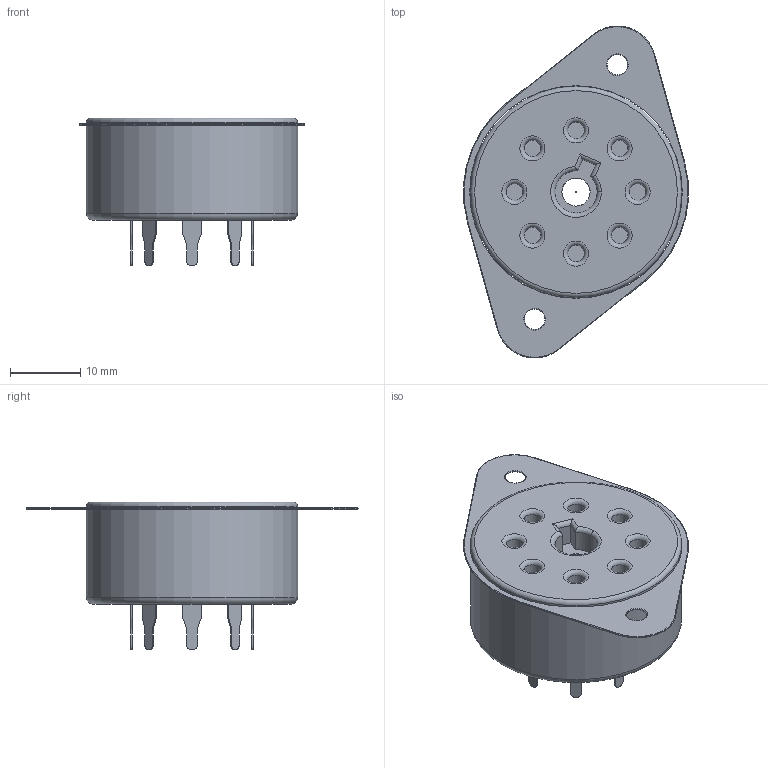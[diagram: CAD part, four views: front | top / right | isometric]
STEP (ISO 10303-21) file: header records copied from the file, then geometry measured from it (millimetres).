
FILE_DESCRIPTION(/* description */ ('model of Valve_Octal-K8A_Belton-VT8-PTS-B_Socket'),/* implementation_level */ '2;1');
FILE_NAME(/* name */ 'Valve_Octal-K8A_Belton-VT8-PTS-B_Socket.step',/* time_stamp */ '2018-12-04T20:22:28',/* author */ ('kicad StepUp','ksu'),/* organization */ ('FreeCAD'),/* preprocessor_version */ 'OCC',/* originating_system */ 'kicad StepUp',/* authorisation */ '');
FILE_SCHEMA(('AUTOMOTIVE_DESIGN { 1 0 10303 214 1 1 1 1 }'));
Length unit declared in the file: millimetre
Products named in the file (1): Valve_Octal_K8A_Belton_VT8_PTS_B_Socket
Bounding box: 31.94 x 47.14 x 21 mm (x, y, z)
Volume: 9789.2 mm3; surface area: 4190.3 mm2
Topology: 3 solids, 3 shells, 175 faces, 424 edges, 272 vertices
Faces by surface type: plane 102, cylinder 46, torus 27
Full cylindrical faces by diameter (mm): 0.1 x1, 2.36 x8, 2.9 x2, 4 x1, 30 x1, 30.2 x1
Entity records: 6391 total; most frequent: CARTESIAN_POINT 914, DIRECTION 913, ORIENTED_EDGE 848, EDGE_CURVE 424, AXIS2_PLACEMENT_3D 315, LINE 283, VECTOR 283, VERTEX_POINT 272
